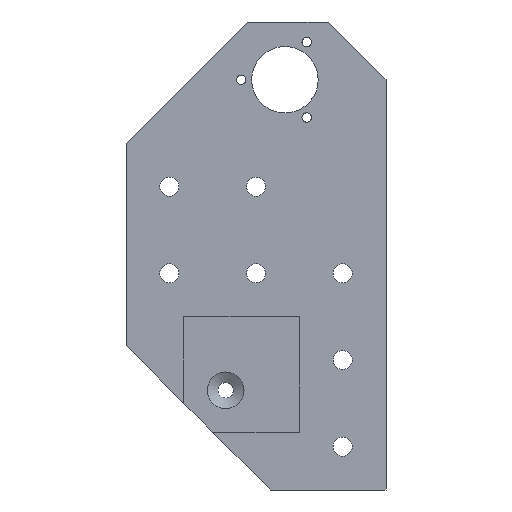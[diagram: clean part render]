
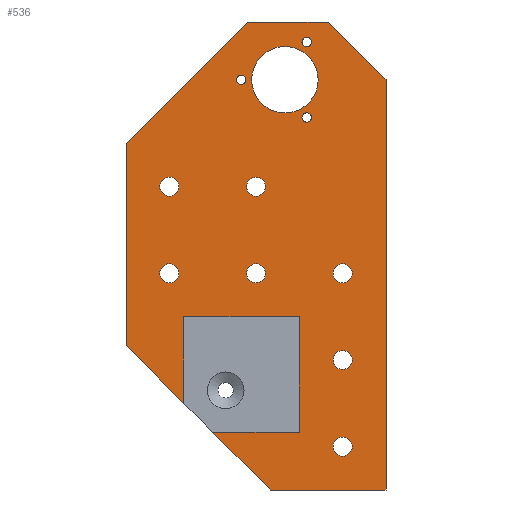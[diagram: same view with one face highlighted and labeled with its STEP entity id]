
A CAD part, front view. The second image highlights one B-rep face of the part: STEP entity #536.
In plain terms, the highlighted planar face has unit normal (0, -1, 0).
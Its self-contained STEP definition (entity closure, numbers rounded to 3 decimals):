
#18=LINE('',#782,#54);
#22=LINE('',#789,#58);
#28=LINE('',#813,#64);
#31=LINE('',#818,#67);
#36=LINE('',#828,#72);
#41=LINE('',#841,#77);
#43=LINE('',#844,#79);
#44=LINE('',#846,#80);
#46=LINE('',#850,#82);
#48=LINE('',#865,#84);
#49=LINE('',#875,#85);
#51=LINE('',#878,#87);
#54=VECTOR('',#641,59.397);
#58=VECTOR('',#647,70.);
#64=VECTOR('',#667,28.284);
#67=VECTOR('',#672,142.);
#72=VECTOR('',#679,30.);
#77=VECTOR('',#690,40.);
#79=VECTOR('',#694,28.284);
#80=VECTOR('',#695,28.284);
#82=VECTOR('',#699,30.);
#84=VECTOR('',#719,28.);
#85=VECTOR('',#732,40.);
#87=VECTOR('',#736,40.);
#101=PLANE('',#592);
#129=FACE_BOUND('',#223,.T.);
#130=FACE_BOUND('',#224,.T.);
#131=FACE_BOUND('',#225,.T.);
#132=FACE_BOUND('',#226,.T.);
#133=FACE_BOUND('',#227,.T.);
#134=FACE_BOUND('',#228,.T.);
#135=FACE_BOUND('',#229,.T.);
#136=FACE_BOUND('',#230,.T.);
#137=FACE_BOUND('',#231,.T.);
#138=FACE_BOUND('',#232,.T.);
#139=FACE_BOUND('',#233,.T.);
#167=FACE_OUTER_BOUND('',#222,.T.);
#222=EDGE_LOOP('',(#473,#474,#475,#476,#477,#478,#479,#480,#481,#482,#483,
#484));
#223=EDGE_LOOP('',(#485));
#224=EDGE_LOOP('',(#486));
#225=EDGE_LOOP('',(#487));
#226=EDGE_LOOP('',(#488));
#227=EDGE_LOOP('',(#489));
#228=EDGE_LOOP('',(#490));
#229=EDGE_LOOP('',(#491));
#230=EDGE_LOOP('',(#492));
#231=EDGE_LOOP('',(#493));
#232=EDGE_LOOP('',(#494));
#233=EDGE_LOOP('',(#495));
#234=CIRCLE('',#540,3.3);
#236=CIRCLE('',#543,3.3);
#238=CIRCLE('',#546,3.3);
#240=CIRCLE('',#549,3.3);
#242=CIRCLE('',#552,3.3);
#244=CIRCLE('',#555,3.3);
#246=CIRCLE('',#558,3.3);
#254=CIRCLE('',#577,1.621);
#255=CIRCLE('',#579,1.621);
#256=CIRCLE('',#581,1.621);
#257=CIRCLE('',#583,11.5);
#260=VERTEX_POINT('',#741);
#262=VERTEX_POINT('',#746);
#264=VERTEX_POINT('',#751);
#266=VERTEX_POINT('',#756);
#268=VERTEX_POINT('',#761);
#270=VERTEX_POINT('',#766);
#272=VERTEX_POINT('',#771);
#276=VERTEX_POINT('',#779);
#277=VERTEX_POINT('',#781);
#279=VERTEX_POINT('',#787);
#289=VERTEX_POINT('',#811);
#290=VERTEX_POINT('',#812);
#291=VERTEX_POINT('',#817);
#292=VERTEX_POINT('',#821);
#295=VERTEX_POINT('',#826);
#300=VERTEX_POINT('',#840);
#301=VERTEX_POINT('',#845);
#302=VERTEX_POINT('',#849);
#303=VERTEX_POINT('',#853);
#304=VERTEX_POINT('',#856);
#305=VERTEX_POINT('',#859);
#306=VERTEX_POINT('',#862);
#309=VERTEX_POINT('',#874);
#310=EDGE_CURVE('',#260,#260,#234,.T.);
#312=EDGE_CURVE('',#262,#262,#236,.T.);
#314=EDGE_CURVE('',#264,#264,#238,.T.);
#316=EDGE_CURVE('',#266,#266,#240,.T.);
#318=EDGE_CURVE('',#268,#268,#242,.T.);
#320=EDGE_CURVE('',#270,#270,#244,.T.);
#322=EDGE_CURVE('',#272,#272,#246,.T.);
#326=EDGE_CURVE('',#276,#277,#18,.T.);
#330=EDGE_CURVE('',#279,#276,#22,.T.);
#341=EDGE_CURVE('',#289,#290,#28,.T.);
#344=EDGE_CURVE('',#290,#291,#31,.T.);
#349=EDGE_CURVE('',#295,#292,#36,.T.);
#355=EDGE_CURVE('',#291,#300,#41,.T.);
#357=EDGE_CURVE('',#292,#279,#43,.T.);
#358=EDGE_CURVE('',#300,#301,#44,.T.);
#360=EDGE_CURVE('',#301,#302,#46,.T.);
#362=EDGE_CURVE('',#303,#303,#254,.T.);
#363=EDGE_CURVE('',#304,#304,#255,.T.);
#364=EDGE_CURVE('',#305,#305,#256,.T.);
#365=EDGE_CURVE('',#306,#306,#257,.T.);
#366=EDGE_CURVE('',#277,#289,#48,.T.);
#369=EDGE_CURVE('',#295,#309,#49,.T.);
#371=EDGE_CURVE('',#309,#302,#51,.T.);
#473=ORIENTED_EDGE('',*,*,#326,.F.);
#474=ORIENTED_EDGE('',*,*,#330,.F.);
#475=ORIENTED_EDGE('',*,*,#357,.F.);
#476=ORIENTED_EDGE('',*,*,#349,.F.);
#477=ORIENTED_EDGE('',*,*,#369,.T.);
#478=ORIENTED_EDGE('',*,*,#371,.T.);
#479=ORIENTED_EDGE('',*,*,#360,.F.);
#480=ORIENTED_EDGE('',*,*,#358,.F.);
#481=ORIENTED_EDGE('',*,*,#355,.F.);
#482=ORIENTED_EDGE('',*,*,#344,.F.);
#483=ORIENTED_EDGE('',*,*,#341,.F.);
#484=ORIENTED_EDGE('',*,*,#366,.F.);
#485=ORIENTED_EDGE('',*,*,#310,.T.);
#486=ORIENTED_EDGE('',*,*,#312,.T.);
#487=ORIENTED_EDGE('',*,*,#314,.T.);
#488=ORIENTED_EDGE('',*,*,#316,.T.);
#489=ORIENTED_EDGE('',*,*,#318,.T.);
#490=ORIENTED_EDGE('',*,*,#320,.T.);
#491=ORIENTED_EDGE('',*,*,#322,.T.);
#492=ORIENTED_EDGE('',*,*,#362,.T.);
#493=ORIENTED_EDGE('',*,*,#363,.T.);
#494=ORIENTED_EDGE('',*,*,#364,.T.);
#495=ORIENTED_EDGE('',*,*,#365,.T.);
#536=ADVANCED_FACE('',(#167,#129,#130,#131,#132,#133,#134,#135,#136,#137,
#138,#139),#101,.T.);
#540=AXIS2_PLACEMENT_3D('',#742,#597,#598);
#543=AXIS2_PLACEMENT_3D('',#747,#603,#604);
#546=AXIS2_PLACEMENT_3D('',#752,#609,#610);
#549=AXIS2_PLACEMENT_3D('',#757,#615,#616);
#552=AXIS2_PLACEMENT_3D('',#762,#621,#622);
#555=AXIS2_PLACEMENT_3D('',#767,#627,#628);
#558=AXIS2_PLACEMENT_3D('',#772,#633,#634);
#577=AXIS2_PLACEMENT_3D('',#854,#703,#704);
#579=AXIS2_PLACEMENT_3D('',#857,#707,#708);
#581=AXIS2_PLACEMENT_3D('',#860,#711,#712);
#583=AXIS2_PLACEMENT_3D('',#863,#715,#716);
#592=AXIS2_PLACEMENT_3D('',#879,#737,#738);
#597=DIRECTION('center_axis',(0.,1.,0.));
#598=DIRECTION('ref_axis',(1.,0.,0.));
#603=DIRECTION('center_axis',(0.,1.,0.));
#604=DIRECTION('ref_axis',(1.,0.,0.));
#609=DIRECTION('center_axis',(0.,1.,0.));
#610=DIRECTION('ref_axis',(1.,0.,0.));
#615=DIRECTION('center_axis',(0.,1.,0.));
#616=DIRECTION('ref_axis',(1.,0.,0.));
#621=DIRECTION('center_axis',(0.,1.,0.));
#622=DIRECTION('ref_axis',(1.,0.,0.));
#627=DIRECTION('center_axis',(0.,1.,0.));
#628=DIRECTION('ref_axis',(1.,0.,0.));
#633=DIRECTION('center_axis',(0.,1.,0.));
#634=DIRECTION('ref_axis',(1.,0.,0.));
#641=DIRECTION('',(0.707,0.,0.707));
#647=DIRECTION('',(0.,0.,1.));
#667=DIRECTION('',(0.707,0.,-0.707));
#672=DIRECTION('',(0.,0.,-1.));
#679=DIRECTION('',(0.,0.,-1.));
#690=DIRECTION('',(-1.,0.,0.));
#694=DIRECTION('',(-0.707,0.,0.707));
#695=DIRECTION('',(-0.707,0.,0.707));
#699=DIRECTION('',(1.,0.,0.));
#703=DIRECTION('center_axis',(0.,1.,0.));
#704=DIRECTION('ref_axis',(-0.5,0.,-0.866));
#707=DIRECTION('center_axis',(0.,1.,0.));
#708=DIRECTION('ref_axis',(-0.5,0.,0.866));
#711=DIRECTION('center_axis',(0.,1.,0.));
#712=DIRECTION('ref_axis',(1.,0.,0.));
#715=DIRECTION('center_axis',(0.,1.,0.));
#716=DIRECTION('ref_axis',(-1.,0.,0.));
#719=DIRECTION('',(1.,0.,0.));
#732=DIRECTION('',(1.,0.,0.));
#736=DIRECTION('',(0.,0.,-1.));
#737=DIRECTION('center_axis',(0.,-1.,0.));
#738=DIRECTION('ref_axis',(0.,0.,-1.));
#741=CARTESIAN_POINT('',(-43.3,0.,50.));
#742=CARTESIAN_POINT('Origin',(-40.,0.,50.));
#746=CARTESIAN_POINT('',(-13.3,0.,20.));
#747=CARTESIAN_POINT('Origin',(-10.,0.,20.));
#751=CARTESIAN_POINT('',(16.7,0.,-10.));
#752=CARTESIAN_POINT('Origin',(20.,0.,-10.));
#756=CARTESIAN_POINT('',(16.7,0.,20.));
#757=CARTESIAN_POINT('Origin',(20.,0.,20.));
#761=CARTESIAN_POINT('',(16.7,0.,-40.));
#762=CARTESIAN_POINT('Origin',(20.,0.,-40.));
#766=CARTESIAN_POINT('',(-43.3,0.,20.));
#767=CARTESIAN_POINT('Origin',(-40.,0.,20.));
#771=CARTESIAN_POINT('',(-13.3,0.,50.));
#772=CARTESIAN_POINT('Origin',(-10.,0.,50.));
#779=CARTESIAN_POINT('',(-55.,0.,65.));
#781=CARTESIAN_POINT('',(-13.,0.,107.));
#782=CARTESIAN_POINT('',(-47.,0.,73.));
#787=CARTESIAN_POINT('',(-55.,0.,-5.));
#789=CARTESIAN_POINT('',(-55.,0.,12.5));
#811=CARTESIAN_POINT('',(15.,0.,107.));
#812=CARTESIAN_POINT('',(35.,0.,87.));
#813=CARTESIAN_POINT('',(43.,0.,79.));
#817=CARTESIAN_POINT('',(35.,0.,-55.));
#818=CARTESIAN_POINT('',(35.,0.,53.));
#821=CARTESIAN_POINT('',(-35.,0.,-25.));
#826=CARTESIAN_POINT('',(-35.,0.,5.));
#828=CARTESIAN_POINT('',(-35.,0.,-22.5));
#840=CARTESIAN_POINT('',(-5.,0.,-55.));
#841=CARTESIAN_POINT('',(-7.5,0.,-55.));
#844=CARTESIAN_POINT('',(-42.5,0.,-17.5));
#845=CARTESIAN_POINT('',(-25.,0.,-35.));
#846=CARTESIAN_POINT('',(-27.5,0.,-32.5));
#849=CARTESIAN_POINT('',(5.,0.,-35.));
#850=CARTESIAN_POINT('',(12.5,0.,-35.));
#853=CARTESIAN_POINT('',(8.354,0.,101.47));
#854=CARTESIAN_POINT('Origin',(7.544,0.,100.066));
#856=CARTESIAN_POINT('',(8.354,0.,72.53));
#857=CARTESIAN_POINT('Origin',(7.544,0.,73.934));
#859=CARTESIAN_POINT('',(-16.709,0.,87.));
#860=CARTESIAN_POINT('Origin',(-15.088,0.,87.));
#862=CARTESIAN_POINT('',(11.5,0.,87.));
#863=CARTESIAN_POINT('Origin',(0.,0.,87.));
#865=CARTESIAN_POINT('',(17.5,0.,107.));
#874=CARTESIAN_POINT('',(5.,0.,5.));
#875=CARTESIAN_POINT('',(2.5,0.,5.));
#878=CARTESIAN_POINT('',(5.,0.,-17.5));
#879=CARTESIAN_POINT('Origin',(0.,0.,0.));
